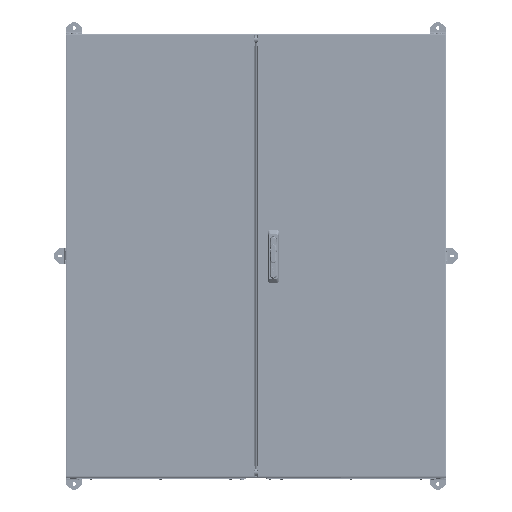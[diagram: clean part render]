
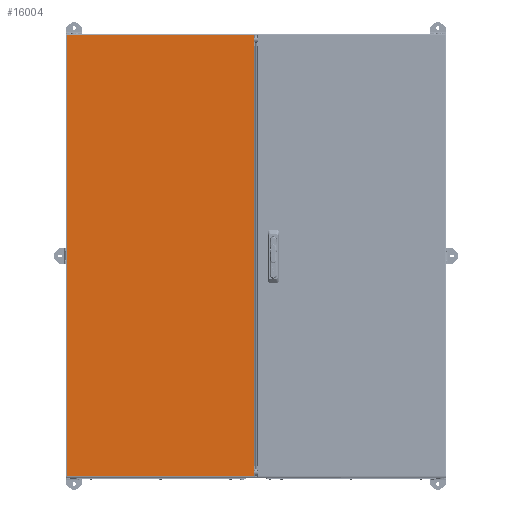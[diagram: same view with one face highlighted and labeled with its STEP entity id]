
A CAD part, top view. The second image highlights one B-rep face of the part: STEP entity #16004.
In plain terms, the highlighted planar face has unit normal (0, 0, 1).
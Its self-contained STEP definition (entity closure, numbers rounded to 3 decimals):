
#2631 = LINE ( 'NONE', #76629, #31965 ) ;
#2760 = ORIENTED_EDGE ( 'NONE', *, *, #69388, .T. ) ;
#10364 = EDGE_CURVE ( 'NONE', #18698, #64157, #114325, .T. ) ;
#11134 = CARTESIAN_POINT ( 'NONE',  ( 0., 0., 0. ) ) ;
#16004 = ADVANCED_FACE ( 'NONE', ( #94191 ), #113575, .T. ) ;
#18698 = VERTEX_POINT ( 'NONE', #92653 ) ;
#19465 = VECTOR ( 'NONE', #70885, 1000. ) ;
#20982 = CARTESIAN_POINT ( 'NONE',  ( 294.5, 694.5, 0. ) ) ;
#31157 = DIRECTION ( 'NONE',  ( 1., 0., 0. ) ) ;
#31965 = VECTOR ( 'NONE', #40845, 1000. ) ;
#34621 = ORIENTED_EDGE ( 'NONE', *, *, #86726, .T. ) ;
#35750 = LINE ( 'NONE', #89694, #37235 ) ;
#37235 = VECTOR ( 'NONE', #81793, 1000. ) ;
#37727 = VERTEX_POINT ( 'NONE', #96207 ) ;
#40845 = DIRECTION ( 'NONE',  ( 1., 0., 0. ) ) ;
#42269 = EDGE_LOOP ( 'NONE', ( #2760, #59454, #34621, #94350 ) ) ;
#48310 = CARTESIAN_POINT ( 'NONE',  ( -294.5, 695.293, 0. ) ) ;
#50123 = DIRECTION ( 'NONE',  ( 0., -1., 0. ) ) ;
#51091 = EDGE_CURVE ( 'NONE', #37727, #76324, #35750, .T. ) ;
#55066 = AXIS2_PLACEMENT_3D ( 'NONE', #11134, #115362, #31157 ) ;
#59454 = ORIENTED_EDGE ( 'NONE', *, *, #10364, .T. ) ;
#60616 = LINE ( 'NONE', #118121, #19465 ) ;
#64157 = VERTEX_POINT ( 'NONE', #107270 ) ;
#69388 = EDGE_CURVE ( 'NONE', #76324, #18698, #60616, .T. ) ;
#70885 = DIRECTION ( 'NONE',  ( -1., 0., 0. ) ) ;
#76324 = VERTEX_POINT ( 'NONE', #20982 ) ;
#76629 = CARTESIAN_POINT ( 'NONE',  ( -295.293, -694.5, 0. ) ) ;
#81793 = DIRECTION ( 'NONE',  ( 0., 1., 0. ) ) ;
#86726 = EDGE_CURVE ( 'NONE', #64157, #37727, #2631, .T. ) ;
#89694 = CARTESIAN_POINT ( 'NONE',  ( 294.5, -695.293, 0. ) ) ;
#92653 = CARTESIAN_POINT ( 'NONE',  ( -294.5, 694.5, 0. ) ) ;
#94191 = FACE_OUTER_BOUND ( 'NONE', #42269, .T. ) ;
#94350 = ORIENTED_EDGE ( 'NONE', *, *, #51091, .T. ) ;
#96207 = CARTESIAN_POINT ( 'NONE',  ( 294.5, -694.5, 0. ) ) ;
#102584 = VECTOR ( 'NONE', #50123, 1000. ) ;
#107270 = CARTESIAN_POINT ( 'NONE',  ( -294.5, -694.5, 0. ) ) ;
#113575 = PLANE ( 'NONE',  #55066 ) ;
#114325 = LINE ( 'NONE', #48310, #102584 ) ;
#115362 = DIRECTION ( 'NONE',  ( 0., 0., 1. ) ) ;
#118121 = CARTESIAN_POINT ( 'NONE',  ( 295.293, 694.5, 0. ) ) ;
